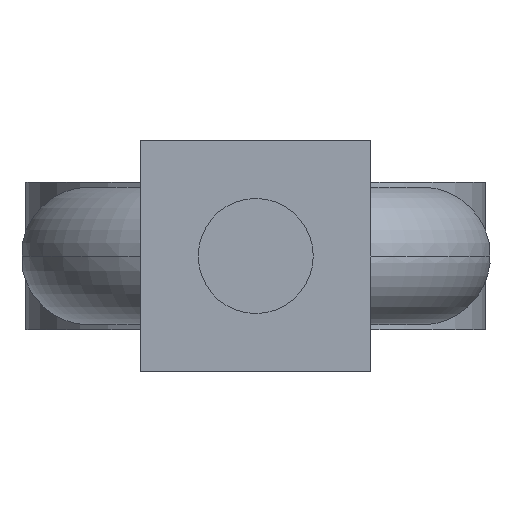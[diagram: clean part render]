
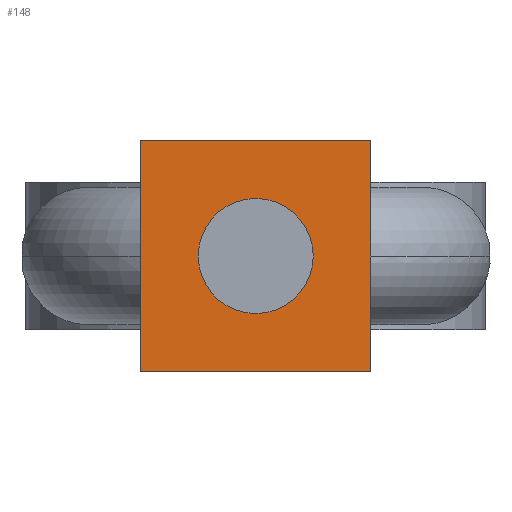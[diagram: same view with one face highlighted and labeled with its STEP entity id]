
A CAD part, left-side view. The second image highlights one B-rep face of the part: STEP entity #148.
In plain terms, the highlighted planar face has unit normal (-1, 0, 0).
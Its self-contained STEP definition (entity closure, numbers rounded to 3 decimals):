
#148=ADVANCED_FACE('',(#302,#303),#304,.T.);
#302=FACE_OUTER_BOUND('',#460,.T.);
#303=FACE_BOUND('',#461,.T.);
#304=PLANE('',#462);
#460=EDGE_LOOP('',(#816,#817,#818,#819));
#461=EDGE_LOOP('',(#820,#821));
#462=AXIS2_PLACEMENT_3D('',#822,#823,#824);
#816=ORIENTED_EDGE('',*,*,#1058,.F.);
#817=ORIENTED_EDGE('',*,*,#1055,.F.);
#818=ORIENTED_EDGE('',*,*,#1052,.F.);
#819=ORIENTED_EDGE('',*,*,#1049,.F.);
#820=ORIENTED_EDGE('',*,*,#946,.T.);
#821=ORIENTED_EDGE('',*,*,#1029,.T.);
#822=CARTESIAN_POINT('',(0.0,0.,0.));
#823=DIRECTION('',(-1.0,0.0,0.));
#824=DIRECTION('',(0.,1.0,0.));
#946=EDGE_CURVE('',#1126,#1123,#1127,.T.);
#1029=EDGE_CURVE('',#1123,#1126,#1243,.T.);
#1049=EDGE_CURVE('',#1269,#1271,#1272,.T.);
#1052=EDGE_CURVE('',#1271,#1275,#1276,.T.);
#1055=EDGE_CURVE('',#1275,#1279,#1280,.T.);
#1058=EDGE_CURVE('',#1279,#1269,#1283,.T.);
#1123=VERTEX_POINT('',#1423);
#1126=VERTEX_POINT('',#1427);
#1127=CIRCLE('',#1428,1.25);
#1243=CIRCLE('',#1709,1.25);
#1269=VERTEX_POINT('',#1775);
#1271=VERTEX_POINT('',#1778);
#1272=LINE('',#1779,#1780);
#1275=VERTEX_POINT('',#1784);
#1276=LINE('',#1785,#1786);
#1279=VERTEX_POINT('',#1790);
#1280=LINE('',#1791,#1792);
#1283=LINE('',#1796,#1797);
#1423=CARTESIAN_POINT('',(0.,-1.25,0.));
#1427=CARTESIAN_POINT('',(0.0,1.25,0.));
#1428=AXIS2_PLACEMENT_3D('',#1907,#1908,#1909);
#1709=AXIS2_PLACEMENT_3D('',#2007,#2008,#2009);
#1775=CARTESIAN_POINT('',(0.0,2.5,-2.5));
#1778=CARTESIAN_POINT('',(0.0,2.5,2.5));
#1779=CARTESIAN_POINT('',(0.0,2.5,-2.5));
#1780=VECTOR('',#2019,5.0);
#1784=CARTESIAN_POINT('',(0.0,-2.5,2.5));
#1785=CARTESIAN_POINT('',(0.0,2.5,2.5));
#1786=VECTOR('',#2021,5.0);
#1790=CARTESIAN_POINT('',(0.0,-2.5,-2.5));
#1791=CARTESIAN_POINT('',(0.0,-2.5,2.5));
#1792=VECTOR('',#2023,5.0);
#1796=CARTESIAN_POINT('',(0.0,-2.5,-2.5));
#1797=VECTOR('',#2025,5.0);
#1907=CARTESIAN_POINT('',(0.0,0.,0.));
#1908=DIRECTION('',(1.0,0.0,0.));
#1909=DIRECTION('',(0.,-1.0,0.));
#2007=CARTESIAN_POINT('',(0.0,0.,0.));
#2008=DIRECTION('',(1.0,0.0,0.));
#2009=DIRECTION('',(0.,-1.0,0.));
#2019=DIRECTION('',(0.,0.,1.0));
#2021=DIRECTION('',(0.,-1.0,0.));
#2023=DIRECTION('',(0.,0.,-1.0));
#2025=DIRECTION('',(0.,1.0,0.));
